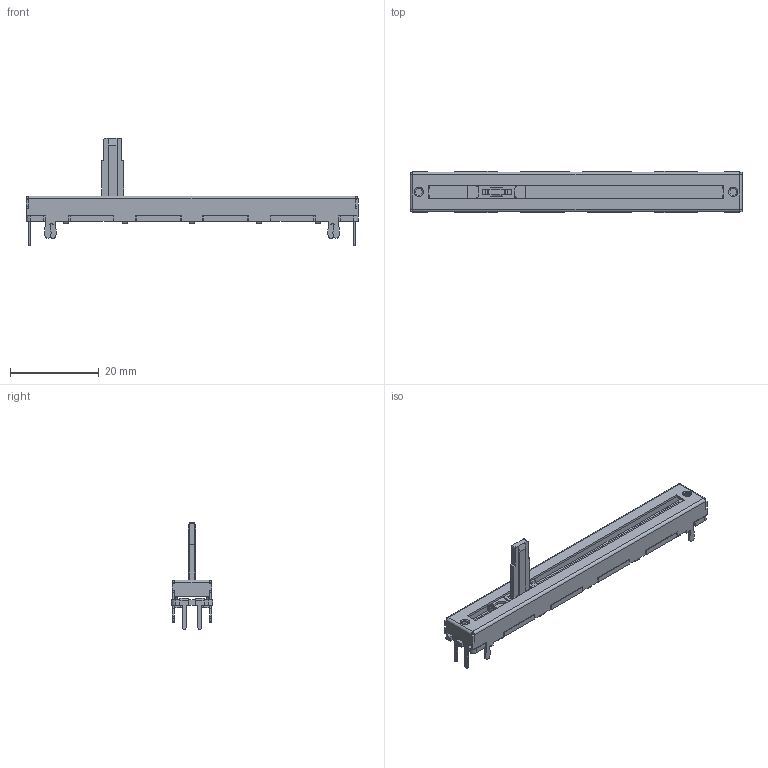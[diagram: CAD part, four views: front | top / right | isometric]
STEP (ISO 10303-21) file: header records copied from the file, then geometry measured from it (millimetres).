
FILE_DESCRIPTION(/* description */ ('STEP AP214'),/* implementation_level */ '2;1');
FILE_NAME(/* name */ '604a589d561865157f0b16cb',/* time_stamp */ '2021-03-11T17:51:27+00:00',/* author */ (''),/* organization */ (''),/* preprocessor_version */ 'ST-DEVELOPER v18.1',/* originating_system */ ' ',/* authorisation */ ' ');
FILE_SCHEMA (('AUTOMOTIVE_DESIGN {1 0 10303 214 3 1 1}'));
Length unit declared in the file: metre
Products named in the file (6): PTA Series; Lever; Cover; Pin; Isolator; Base
Assembly tree (7 placements, depth 2):
  PTA Series
    Lever
    Cover
    Pin  x3
    Isolator
    Base
Bounding box: 75 x 9.3 x 24.19 mm (x, y, z)
Volume: 1665.4 mm3; surface area: 5011.7 mm2
Topology: 7 solids, 7 shells, 542 faces, 1401 edges, 880 vertices
Faces by surface type: plane 424, cylinder 107, torus 11
Full cylindrical faces by diameter (mm): 0.768 x3, 1.2 x3, 1.3 x4, 1.6 x2
Entity records: 14957 total; most frequent: CARTESIAN_POINT 2586, ORIENTED_EDGE 2552, DIRECTION 2480, EDGE_CURVE 1276, LINE 1072, VECTOR 1072, VERTEX_POINT 810, AXIS2_PLACEMENT_3D 704
